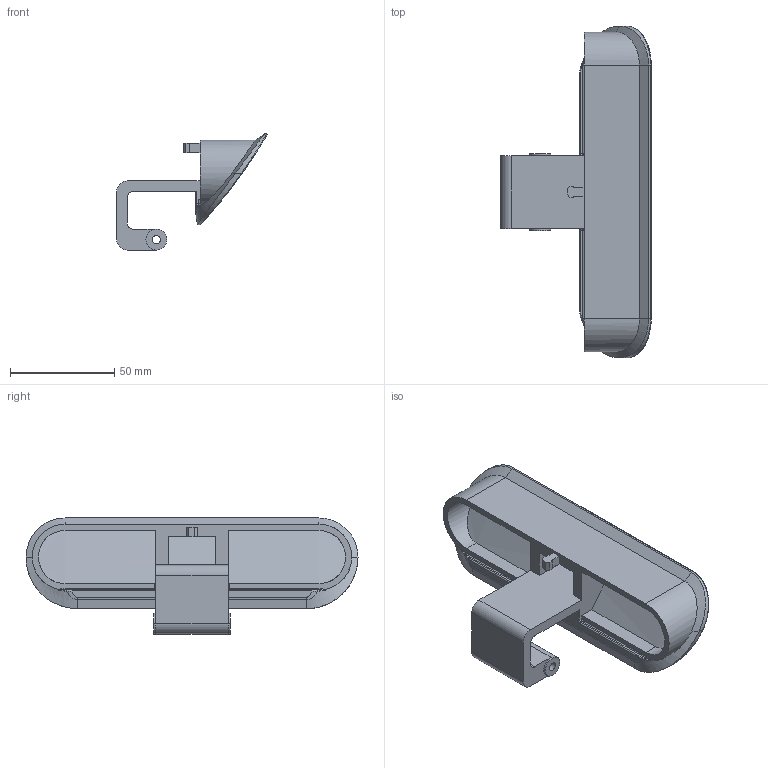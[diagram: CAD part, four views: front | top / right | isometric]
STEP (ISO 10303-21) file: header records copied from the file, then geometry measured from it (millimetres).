
FILE_DESCRIPTION (( 'STEP AP203' ), '1' );
FILE_NAME ('MS001-B.04.013SL.1.1 彶馨裔啣.step', '2021-08-27T10:59:13', ( 'Windows User' ), ( 'P R C' ), 'SwSTEP 2.0', 'SolidWorks 2016', '' );
FILE_SCHEMA (( 'CONFIG_CONTROL_DESIGN' ));
Length unit declared in the file: millimetre
Products named in the file (2): MS001-B.04.013SL.1.1 彶馨裔啣; 彶馨裔啣
Assembly tree (1 placements, depth 2):
  MS001-B.04.013SL.1.1 彶馨裔啣
    彶馨裔啣
Bounding box: 72.28 x 159.6 x 55.8 mm (x, y, z)
Volume: 69928.8 mm3; surface area: 34929.3 mm2
Topology: 1 solids, 1 shells, 95 faces, 245 edges, 152 vertices
Faces by surface type: plane 36, cylinder 35, bspline 24
Entity records: 5301 total; most frequent: CARTESIAN_POINT 2983, ORIENTED_EDGE 490, DIRECTION 385, EDGE_CURVE 245, VERTEX_POINT 152, VECTOR 133, LINE 133, AXIS2_PLACEMENT_3D 126
